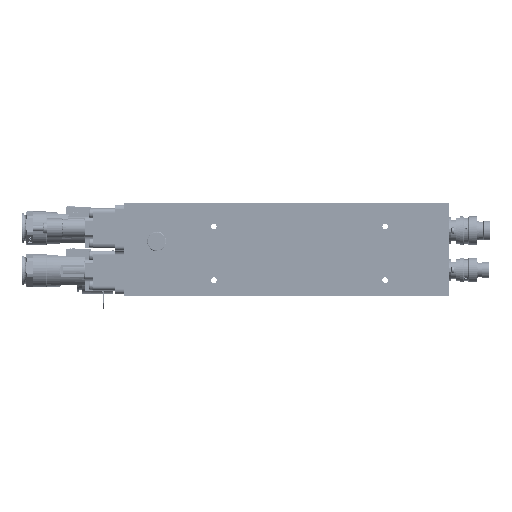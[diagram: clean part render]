
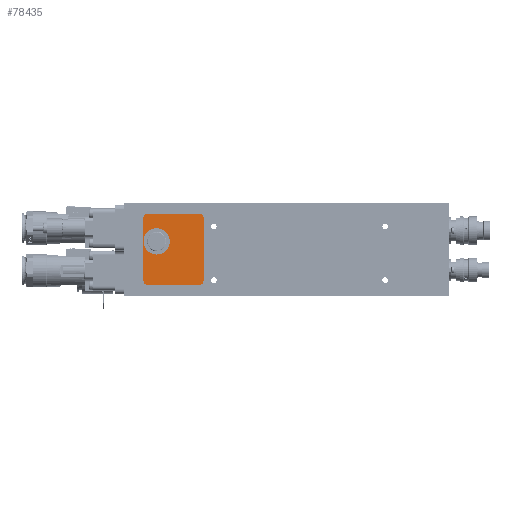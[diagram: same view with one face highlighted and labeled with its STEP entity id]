
A CAD part, left-side view. The second image highlights one B-rep face of the part: STEP entity #78435.
In plain terms, the highlighted planar face has unit normal (-1, 0, 0).
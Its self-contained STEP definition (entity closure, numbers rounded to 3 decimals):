
#610 = CARTESIAN_POINT ( 'NONE',  ( -257., 122.25, 11. ) ) ;
#902 = CIRCLE ( 'NONE', #57893, 11.5 ) ;
#2939 = LINE ( 'NONE', #157458, #28296 ) ;
#4268 = CARTESIAN_POINT ( 'NONE',  ( -257., 122.25, 67. ) ) ;
#7423 = CARTESIAN_POINT ( 'NONE',  ( -257., 122.25, 70. ) ) ;
#10919 = VECTOR ( 'NONE', #22122, 1000. ) ;
#19316 = ORIENTED_EDGE ( 'NONE', *, *, #220048, .F. ) ;
#22122 = DIRECTION ( 'NONE',  ( 0., 1., 0. ) ) ;
#23589 = CARTESIAN_POINT ( 'NONE',  ( -257., 75.75, 8. ) ) ;
#28296 = VECTOR ( 'NONE', #271814, 1000. ) ;
#28314 = AXIS2_PLACEMENT_3D ( 'NONE', #150428, #128187, #288537 ) ;
#30883 = CARTESIAN_POINT ( 'NONE',  ( -257., 125.25, 11. ) ) ;
#34366 = ORIENTED_EDGE ( 'NONE', *, *, #250829, .F. ) ;
#38129 = CIRCLE ( 'NONE', #232647, 3. ) ;
#43401 = EDGE_CURVE ( 'NONE', #223887, #157440, #258499, .T. ) ;
#44713 = ORIENTED_EDGE ( 'NONE', *, *, #54537, .F. ) ;
#46937 = VECTOR ( 'NONE', #83505, 1000. ) ;
#48660 = EDGE_CURVE ( 'NONE', #198800, #198800, #902, .T. ) ;
#50036 = CARTESIAN_POINT ( 'NONE',  ( -257., 75.75, 11. ) ) ;
#52097 = DIRECTION ( 'NONE',  ( 1., 0., 0. ) ) ;
#54537 = EDGE_CURVE ( 'NONE', #76730, #223887, #232891, .T. ) ;
#57893 = AXIS2_PLACEMENT_3D ( 'NONE', #191683, #52097, #282288 ) ;
#59631 = LINE ( 'NONE', #105747, #46937 ) ;
#64116 = AXIS2_PLACEMENT_3D ( 'NONE', #131775, #189731, #234291 ) ;
#66771 = LINE ( 'NONE', #23589, #10919 ) ;
#68842 = VECTOR ( 'NONE', #244763, 1000. ) ;
#75507 = CARTESIAN_POINT ( 'NONE',  ( -257., 75.75, 70. ) ) ;
#76730 = VERTEX_POINT ( 'NONE', #7423 ) ;
#78435 = ADVANCED_FACE ( 'NONE', ( #141633 ), #117951, .F. ) ;
#79672 = EDGE_CURVE ( 'NONE', #125187, #198800, #2939, .T. ) ;
#83505 = DIRECTION ( 'NONE',  ( 0., 0., -1. ) ) ;
#94750 = DIRECTION ( 'NONE',  ( 0., 0., -1. ) ) ;
#96372 = DIRECTION ( 'NONE',  ( 0., -1., 0. ) ) ;
#99038 = ORIENTED_EDGE ( 'NONE', *, *, #114940, .F. ) ;
#99800 = EDGE_CURVE ( 'NONE', #198800, #141994, #175090, .T. ) ;
#105747 = CARTESIAN_POINT ( 'NONE',  ( -257., 72.75, 67. ) ) ;
#109077 = ORIENTED_EDGE ( 'NONE', *, *, #138932, .F. ) ;
#114940 = EDGE_CURVE ( 'NONE', #141994, #76730, #38129, .T. ) ;
#117951 = PLANE ( 'NONE',  #28314 ) ;
#124764 = CARTESIAN_POINT ( 'NONE',  ( -257., 72.75, 67. ) ) ;
#125187 = VERTEX_POINT ( 'NONE', #30883 ) ;
#128187 = DIRECTION ( 'NONE',  ( 1., 0., 0. ) ) ;
#131775 = CARTESIAN_POINT ( 'NONE',  ( -257., 75.75, 67. ) ) ;
#138932 = EDGE_CURVE ( 'NONE', #162224, #125187, #226827, .T. ) ;
#139360 = EDGE_LOOP ( 'NONE', ( #179821, #109077, #34366, #19316, #265770, #263757, #44713, #99038, #276271, #149664 ) ) ;
#141633 = FACE_OUTER_BOUND ( 'NONE', #139360, .T. ) ;
#141994 = VERTEX_POINT ( 'NONE', #250192 ) ;
#149664 = ORIENTED_EDGE ( 'NONE', *, *, #48660, .T. ) ;
#150428 = CARTESIAN_POINT ( 'NONE',  ( -257., 122.25, 11. ) ) ;
#154898 = EDGE_CURVE ( 'NONE', #157440, #244274, #59631, .T. ) ;
#157440 = VERTEX_POINT ( 'NONE', #124764 ) ;
#157458 = CARTESIAN_POINT ( 'NONE',  ( -257., 125.25, 67. ) ) ;
#162224 = VERTEX_POINT ( 'NONE', #258742 ) ;
#175090 = LINE ( 'NONE', #268556, #68842 ) ;
#179821 = ORIENTED_EDGE ( 'NONE', *, *, #79672, .F. ) ;
#180306 = DIRECTION ( 'NONE',  ( 1., 0., 0. ) ) ;
#186924 = DIRECTION ( 'NONE',  ( 1., 0., 0. ) ) ;
#188427 = AXIS2_PLACEMENT_3D ( 'NONE', #50036, #229826, #94750 ) ;
#189731 = DIRECTION ( 'NONE',  ( 1., 0., 0. ) ) ;
#191683 = CARTESIAN_POINT ( 'NONE',  ( -257., 113.75, 46. ) ) ;
#197007 = CARTESIAN_POINT ( 'NONE',  ( -257., 75.75, 8. ) ) ;
#198800 = VERTEX_POINT ( 'NONE', #286098 ) ;
#220048 = EDGE_CURVE ( 'NONE', #244274, #228594, #278580, .T. ) ;
#223887 = VERTEX_POINT ( 'NONE', #291669 ) ;
#226827 = CIRCLE ( 'NONE', #231691, 3. ) ;
#228594 = VERTEX_POINT ( 'NONE', #197007 ) ;
#229826 = DIRECTION ( 'NONE',  ( 1., 0., 0. ) ) ;
#231691 = AXIS2_PLACEMENT_3D ( 'NONE', #610, #180306, #275327 ) ;
#232647 = AXIS2_PLACEMENT_3D ( 'NONE', #4268, #186924, #276082 ) ;
#232891 = LINE ( 'NONE', #75507, #237709 ) ;
#234291 = DIRECTION ( 'NONE',  ( 0., 0., 1. ) ) ;
#237709 = VECTOR ( 'NONE', #96372, 1000. ) ;
#244274 = VERTEX_POINT ( 'NONE', #269675 ) ;
#244763 = DIRECTION ( 'NONE',  ( 0., 0., 1. ) ) ;
#250192 = CARTESIAN_POINT ( 'NONE',  ( -257., 125.25, 67. ) ) ;
#250829 = EDGE_CURVE ( 'NONE', #228594, #162224, #66771, .T. ) ;
#258499 = CIRCLE ( 'NONE', #64116, 3. ) ;
#258742 = CARTESIAN_POINT ( 'NONE',  ( -257., 122.25, 8. ) ) ;
#263757 = ORIENTED_EDGE ( 'NONE', *, *, #43401, .F. ) ;
#265770 = ORIENTED_EDGE ( 'NONE', *, *, #154898, .F. ) ;
#268556 = CARTESIAN_POINT ( 'NONE',  ( -257., 125.25, 67. ) ) ;
#269675 = CARTESIAN_POINT ( 'NONE',  ( -257., 72.75, 11. ) ) ;
#271814 = DIRECTION ( 'NONE',  ( 0., 0., 1. ) ) ;
#275327 = DIRECTION ( 'NONE',  ( 0., 0., 1. ) ) ;
#276082 = DIRECTION ( 'NONE',  ( 0., 0., 1. ) ) ;
#276271 = ORIENTED_EDGE ( 'NONE', *, *, #99800, .F. ) ;
#278580 = CIRCLE ( 'NONE', #188427, 3. ) ;
#282288 = DIRECTION ( 'NONE',  ( 0., 0., -1. ) ) ;
#286098 = CARTESIAN_POINT ( 'NONE',  ( -257., 125.25, 46. ) ) ;
#288537 = DIRECTION ( 'NONE',  ( 0., 0., 1. ) ) ;
#291669 = CARTESIAN_POINT ( 'NONE',  ( -257., 75.75, 70. ) ) ;
